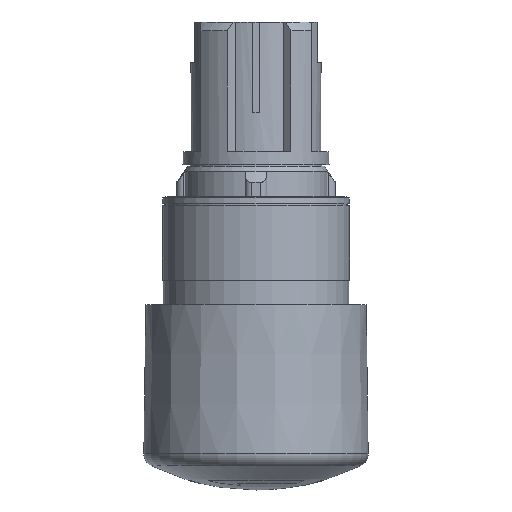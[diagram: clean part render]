
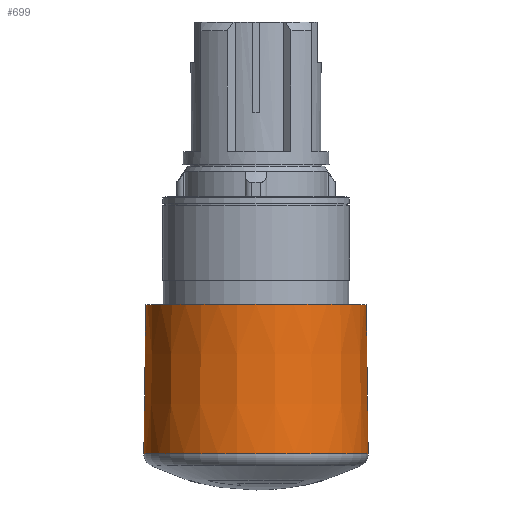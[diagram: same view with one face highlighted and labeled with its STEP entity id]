
A CAD part, top view. The second image highlights one B-rep face of the part: STEP entity #699.
In plain terms, the highlighted conical face has half-angle 0.764 degrees and reference radius 16.75 mm.
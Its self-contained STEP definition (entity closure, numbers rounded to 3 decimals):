
#699 = ADVANCED_FACE( '', ( #1646, #1647 ), #1648, .T. );
#921 = EDGE_CURVE( '', #1947, #1947, #1948, .T. );
#1135 = EDGE_CURVE( '', #2207, #2207, #2208, .T. );
#1646 = FACE_BOUND( '', #2896, .T. );
#1647 = FACE_OUTER_BOUND( '', #2897, .T. );
#1648 = CONICAL_SURFACE( '', #2898, 16.75, 0.013 );
#1947 = VERTEX_POINT( '', #3389 );
#1948 = CIRCLE( '', #3390, 16.9 );
#2207 = VERTEX_POINT( '', #3822 );
#2208 = CIRCLE( '', #3823, 16.6 );
#2896 = EDGE_LOOP( '', ( #4474 ) );
#2897 = EDGE_LOOP( '', ( #4475 ) );
#2898 = AXIS2_PLACEMENT_3D( '', #4476, #4477, #4478 );
#3389 = CARTESIAN_POINT( '', ( -16.9, -38.761, 0. ) );
#3390 = AXIS2_PLACEMENT_3D( '', #4848, #4849, #4850 );
#3822 = CARTESIAN_POINT( '', ( -16.6, -16.261, 0. ) );
#3823 = AXIS2_PLACEMENT_3D( '', #5234, #5235, #5236 );
#4474 = ORIENTED_EDGE( '', *, *, #1135, .T. );
#4475 = ORIENTED_EDGE( '', *, *, #921, .F. );
#4476 = CARTESIAN_POINT( '', ( 0., -27.511, 0. ) );
#4477 = DIRECTION( '', ( 0., -1., 0. ) );
#4478 = DIRECTION( '', ( -1., 0., 0. ) );
#4848 = CARTESIAN_POINT( '', ( 0., -38.761, 0. ) );
#4849 = DIRECTION( '', ( 0., -1., 0. ) );
#4850 = DIRECTION( '', ( -1., 0., 0. ) );
#5234 = CARTESIAN_POINT( '', ( 0., -16.261, 0. ) );
#5235 = DIRECTION( '', ( 0., -1., 0. ) );
#5236 = DIRECTION( '', ( -1., 0., 0. ) );
